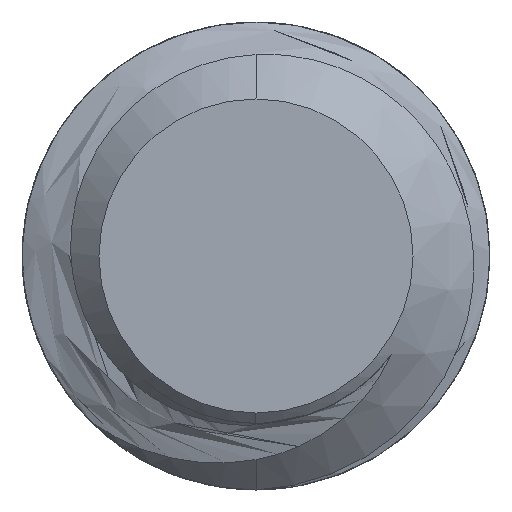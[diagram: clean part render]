
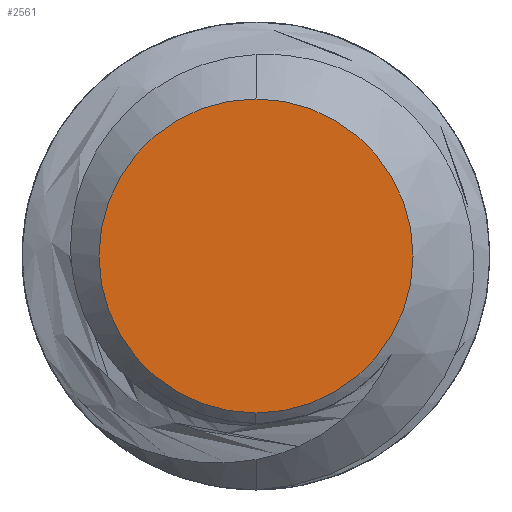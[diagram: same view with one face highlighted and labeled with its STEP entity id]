
A CAD part, left-side view. The second image highlights one B-rep face of the part: STEP entity #2561.
In plain terms, the highlighted planar face has unit normal (-1, 0, 0).
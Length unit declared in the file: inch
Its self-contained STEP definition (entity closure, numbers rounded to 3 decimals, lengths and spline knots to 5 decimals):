
#479 = DIRECTION ( 'NONE',  ( -1., 0., 0. ) ) ;
#480 = DIRECTION ( 'NONE',  ( 0., 0., -1. ) ) ;
#491 = CARTESIAN_POINT ( 'NONE',  ( -0.75, 0., 0. ) ) ;
#602 = DIRECTION ( 'NONE',  ( 0., 0., -1. ) ) ;
#603 = DIRECTION ( 'NONE',  ( -1., 0., 0. ) ) ;
#615 = CARTESIAN_POINT ( 'NONE',  ( -0.75, 0., 0. ) ) ;
#2052 = EDGE_LOOP ( 'NONE', ( #7689, #7688 ) ) ;
#2561 = ADVANCED_FACE ( 'NONE', ( #7028 ), #6138, .F. ) ;
#2947 = AXIS2_PLACEMENT_3D ( 'NONE', #6119, #5645, #5637 ) ;
#2985 = AXIS2_PLACEMENT_3D ( 'NONE', #491, #479, #480 ) ;
#3183 = EDGE_CURVE ( 'NONE', #3892, #3862, #5291, .T. ) ;
#3195 = EDGE_CURVE ( 'NONE', #3862, #3892, #5310, .T. ) ;
#3245 = AXIS2_PLACEMENT_3D ( 'NONE', #615, #603, #602 ) ;
#3862 = VERTEX_POINT ( 'NONE', #7872 ) ;
#3892 = VERTEX_POINT ( 'NONE', #7993 ) ;
#5291 = CIRCLE ( 'NONE', #3245, 0.06375 ) ;
#5310 = CIRCLE ( 'NONE', #2985, 0.06375 ) ;
#5637 = DIRECTION ( 'NONE',  ( 0., 0., -1. ) ) ;
#5645 = DIRECTION ( 'NONE',  ( 1., 0., 0. ) ) ;
#6119 = CARTESIAN_POINT ( 'NONE',  ( -0.75, 0., 0. ) ) ;
#6138 = PLANE ( 'NONE',  #2947 ) ;
#7028 = FACE_OUTER_BOUND ( 'NONE', #2052, .T. ) ;
#7688 = ORIENTED_EDGE ( 'NONE', *, *, #3195, .T. ) ;
#7689 = ORIENTED_EDGE ( 'NONE', *, *, #3183, .T. ) ;
#7872 = CARTESIAN_POINT ( 'NONE',  ( -0.75, 0., 0.06375 ) ) ;
#7993 = CARTESIAN_POINT ( 'NONE',  ( -0.75, 0., -0.06375 ) ) ;
